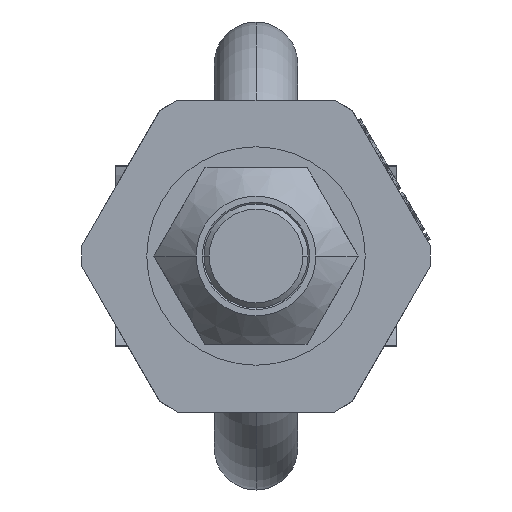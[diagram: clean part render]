
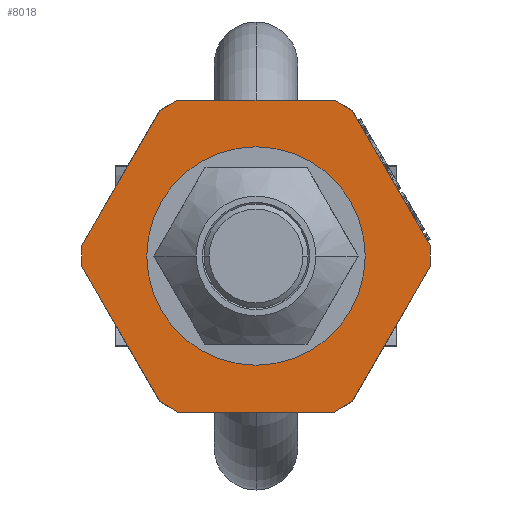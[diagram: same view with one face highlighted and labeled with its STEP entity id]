
A CAD part, front view. The second image highlights one B-rep face of the part: STEP entity #8018.
In plain terms, the highlighted face is planar.
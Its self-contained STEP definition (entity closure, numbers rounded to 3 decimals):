
#1=DIRECTION('',(0.,-1.,0.));
#2=VECTOR('',#1,1.976);
#3=CARTESIAN_POINT('',(-16.75,0.988,0.));
#4=LINE('',#3,#2);
#5=DIRECTION('',(0.5,-0.866,0.));
#6=VECTOR('',#5,15.038);
#7=CARTESIAN_POINT('',(-16.75,-0.988,0.));
#8=LINE('',#7,#6);
#9=DIRECTION('',(0.866,-0.5,0.));
#10=VECTOR('',#9,1.976);
#11=CARTESIAN_POINT('',(-9.231,-14.012,0.));
#12=LINE('',#11,#10);
#13=DIRECTION('',(1.,0.,0.));
#14=VECTOR('',#13,15.038);
#15=CARTESIAN_POINT('',(-7.519,-15.,0.));
#16=LINE('',#15,#14);
#17=DIRECTION('',(0.866,0.5,0.));
#18=VECTOR('',#17,1.976);
#19=CARTESIAN_POINT('',(7.519,-15.,0.));
#20=LINE('',#19,#18);
#21=DIRECTION('',(0.5,0.866,0.));
#22=VECTOR('',#21,15.038);
#23=CARTESIAN_POINT('',(9.231,-14.012,0.));
#24=LINE('',#23,#22);
#25=DIRECTION('',(0.,1.,0.));
#26=VECTOR('',#25,1.976);
#27=CARTESIAN_POINT('',(16.75,-0.988,0.));
#28=LINE('',#27,#26);
#29=DIRECTION('',(-0.5,0.866,0.));
#30=VECTOR('',#29,15.038);
#31=CARTESIAN_POINT('',(16.75,0.988,0.));
#32=LINE('',#31,#30);
#33=DIRECTION('',(-0.866,0.5,0.));
#34=VECTOR('',#33,1.976);
#35=CARTESIAN_POINT('',(9.231,14.012,0.));
#36=LINE('',#35,#34);
#37=DIRECTION('',(-1.,0.,0.));
#38=VECTOR('',#37,15.038);
#39=CARTESIAN_POINT('',(7.519,15.,0.));
#40=LINE('',#39,#38);
#41=DIRECTION('',(-0.866,-0.5,0.));
#42=VECTOR('',#41,1.976);
#43=CARTESIAN_POINT('',(-7.519,15.,0.));
#44=LINE('',#43,#42);
#45=DIRECTION('',(-0.5,-0.866,0.));
#46=VECTOR('',#45,15.038);
#47=CARTESIAN_POINT('',(-9.231,14.012,0.));
#48=LINE('',#47,#46);
#49=CARTESIAN_POINT('',(0.,0.,0.));
#50=DIRECTION('',(0.,0.,1.));
#51=DIRECTION('',(0.,1.,0.));
#52=AXIS2_PLACEMENT_3D('',#49,#50,#51);
#54=CARTESIAN_POINT('',(0.,0.,0.));
#55=DIRECTION('',(0.,0.,1.));
#56=DIRECTION('',(0.,-1.,0.));
#57=AXIS2_PLACEMENT_3D('',#54,#55,#56);
#6041=CARTESIAN_POINT('',(-16.75,0.988,0.));
#6042=CARTESIAN_POINT('',(-16.75,-0.988,0.));
#6043=VERTEX_POINT('',#6041);
#6044=VERTEX_POINT('',#6042);
#6045=CARTESIAN_POINT('',(16.75,-0.988,0.));
#6046=CARTESIAN_POINT('',(16.75,0.988,0.));
#6047=VERTEX_POINT('',#6045);
#6048=VERTEX_POINT('',#6046);
#6049=CARTESIAN_POINT('',(9.231,14.012,0.));
#6050=CARTESIAN_POINT('',(7.519,15.,0.));
#6051=VERTEX_POINT('',#6049);
#6052=VERTEX_POINT('',#6050);
#6053=CARTESIAN_POINT('',(-9.231,-14.012,0.));
#6054=CARTESIAN_POINT('',(-7.519,-15.,0.));
#6055=VERTEX_POINT('',#6053);
#6056=VERTEX_POINT('',#6054);
#6057=CARTESIAN_POINT('',(7.519,-15.,0.));
#6058=CARTESIAN_POINT('',(9.231,-14.012,0.));
#6059=VERTEX_POINT('',#6057);
#6060=VERTEX_POINT('',#6058);
#6061=CARTESIAN_POINT('',(-7.519,15.,0.));
#6062=CARTESIAN_POINT('',(-9.231,14.012,0.));
#6063=VERTEX_POINT('',#6061);
#6064=VERTEX_POINT('',#6062);
#6153=CARTESIAN_POINT('',(0.,5.,0.));
#6154=CARTESIAN_POINT('',(0.,-5.,0.));
#6155=VERTEX_POINT('',#6153);
#6156=VERTEX_POINT('',#6154);
#7981=CARTESIAN_POINT('',(0.,0.,0.));
#7982=DIRECTION('',(0.,0.,1.));
#7983=DIRECTION('',(1.,0.,0.));
#7984=AXIS2_PLACEMENT_3D('',#7981,#7982,#7983);
#7985=PLANE('',#7984);
#7987=ORIENTED_EDGE('',*,*,#7986,.T.);
#7989=ORIENTED_EDGE('',*,*,#7988,.T.);
#7991=ORIENTED_EDGE('',*,*,#7990,.T.);
#7993=ORIENTED_EDGE('',*,*,#7992,.T.);
#7995=ORIENTED_EDGE('',*,*,#7994,.T.);
#7997=ORIENTED_EDGE('',*,*,#7996,.T.);
#7999=ORIENTED_EDGE('',*,*,#7998,.T.);
#8001=ORIENTED_EDGE('',*,*,#8000,.T.);
#8003=ORIENTED_EDGE('',*,*,#8002,.T.);
#8005=ORIENTED_EDGE('',*,*,#8004,.T.);
#8007=ORIENTED_EDGE('',*,*,#8006,.T.);
#8009=ORIENTED_EDGE('',*,*,#8008,.T.);
#8010=EDGE_LOOP('',(#7987,#7989,#7991,#7993,#7995,#7997,#7999,#8001,#8003,#8005,
#8007,#8009));
#8011=FACE_OUTER_BOUND('',#8010,.F.);
#8013=ORIENTED_EDGE('',*,*,#8012,.F.);
#8015=ORIENTED_EDGE('',*,*,#8014,.F.);
#8016=EDGE_LOOP('',(#8013,#8015));
#8017=FACE_BOUND('',#8016,.F.);
#8018=ADVANCED_FACE('',(#8011,#8017),#7985,.F.);
#53=CIRCLE('',#52,5.);
#58=CIRCLE('',#57,5.);
#7986=EDGE_CURVE('',#6043,#6044,#4,.T.);
#7988=EDGE_CURVE('',#6044,#6055,#8,.T.);
#7990=EDGE_CURVE('',#6055,#6056,#12,.T.);
#7992=EDGE_CURVE('',#6056,#6059,#16,.T.);
#7994=EDGE_CURVE('',#6059,#6060,#20,.T.);
#7996=EDGE_CURVE('',#6060,#6047,#24,.T.);
#7998=EDGE_CURVE('',#6047,#6048,#28,.T.);
#8000=EDGE_CURVE('',#6048,#6051,#32,.T.);
#8002=EDGE_CURVE('',#6051,#6052,#36,.T.);
#8004=EDGE_CURVE('',#6052,#6063,#40,.T.);
#8006=EDGE_CURVE('',#6063,#6064,#44,.T.);
#8008=EDGE_CURVE('',#6064,#6043,#48,.T.);
#8012=EDGE_CURVE('',#6155,#6156,#53,.T.);
#8014=EDGE_CURVE('',#6156,#6155,#58,.T.);
